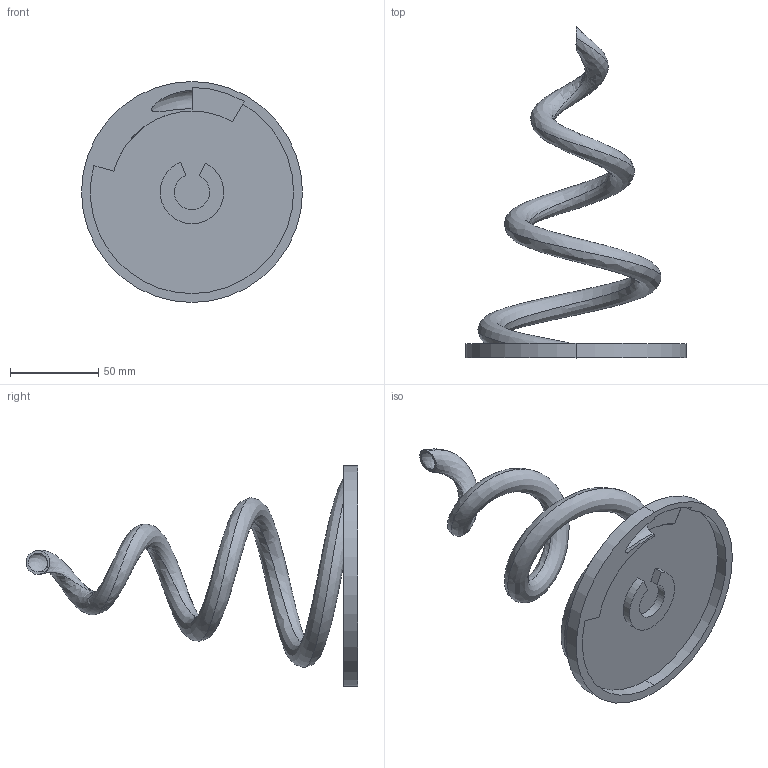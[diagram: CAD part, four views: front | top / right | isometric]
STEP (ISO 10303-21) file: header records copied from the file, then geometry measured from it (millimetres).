
FILE_DESCRIPTION (( 'STEP AP214' ), '1' );
FILE_NAME ('tree-spiral.STEP', '2026-01-08T16:57:06', ( '' ), ( '' ), 'SwSTEP 2.0', 'SolidWorks 2019', '' );
FILE_SCHEMA (( 'AUTOMOTIVE_DESIGN' ));
Length unit declared in the file: millimetre
Products named in the file (1): tree-spiral
Bounding box: 125 x 187.75 x 125 mm (x, y, z)
Volume: 60822.3 mm3; surface area: 72801.7 mm2
Topology: 1 solids, 1 shells, 26 faces, 72 edges, 48 vertices
Faces by surface type: plane 12, cylinder 9, bspline 5
Entity records: 6753 total; most frequent: CARTESIAN_POINT 6071, ORIENTED_EDGE 144, DIRECTION 123, EDGE_CURVE 72, VERTEX_POINT 48, AXIS2_PLACEMENT_3D 46, VECTOR 31, LINE 31
